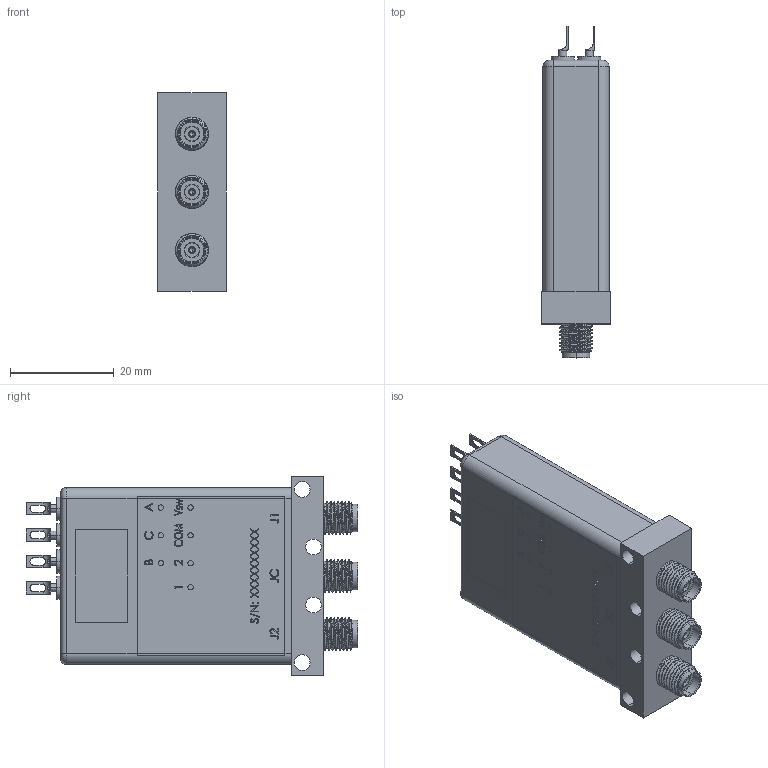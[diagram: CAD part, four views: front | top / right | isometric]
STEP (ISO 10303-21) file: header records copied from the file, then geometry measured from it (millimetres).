
FILE_DESCRIPTION (( 'STEP AP203' ), '1' );
FILE_NAME ('PE71S6481_3D.STEP', '2022-05-04T22:30:59', ( '' ), ( '' ), 'SwSTEP 2.0', 'SolidWorks 2021', '' );
FILE_SCHEMA (( 'CONFIG_CONTROL_DESIGN' ));
Length unit declared in the file: inch
Products named in the file (6): R040691-e360_-03^K12-LDQT0S Rev.1(2)_PE71S6481; K12021003_defeature^K12-LDQT0S Rev.1(2)_PE71S6481; R08121-e360_-007^K12-LDQT0S Rev.1(2)_PE71S6481; K12-LDQT0S Rev.1(2)^PE71S6481; K16029002^K12-LDQT0S Rev.1(2)_PE71S6481; PE71S6481_3D
Assembly tree (13 placements, depth 3):
  PE71S6481_3D
    K12-LDQT0S Rev.1(2)^PE71S6481
      K12021003_defeature^K12-LDQT0S Rev.1(2)_PE71S6481
      K16029002^K12-LDQT0S Rev.1(2)_PE71S6481  x3
      R08121-e360_-007^K12-LDQT0S Rev.1(2)_PE71S6481
      R040691-e360_-03^K12-LDQT0S Rev.1(2)_PE71S6481  x7
Bounding box: 13.21 x 63.81 x 38.1 mm (x, y, z)
Volume: 5502 mm3; surface area: 13085.3 mm2
Topology: 18 solids, 18 shells, 1009 faces, 2568 edges, 1679 vertices
Faces by surface type: plane 509, cylinder 307, bspline 119, cone 42, torus 32
Entity records: 28766 total; most frequent: CARTESIAN_POINT 13119, ORIENTED_EDGE 3256, DIRECTION 2666, EDGE_CURVE 1628, LINE 1082, VECTOR 1082, VERTEX_POINT 1073, AXIS2_PLACEMENT_3D 792
